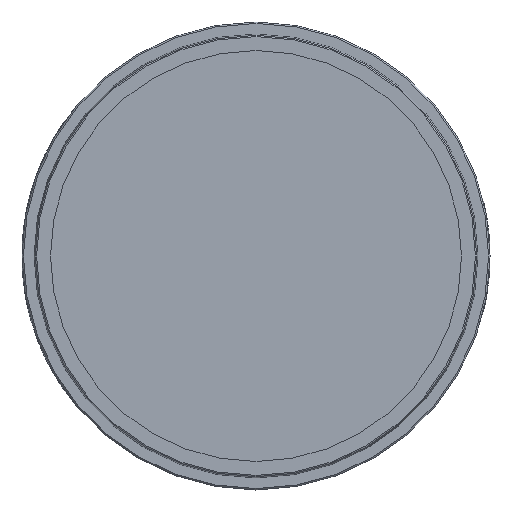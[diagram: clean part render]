
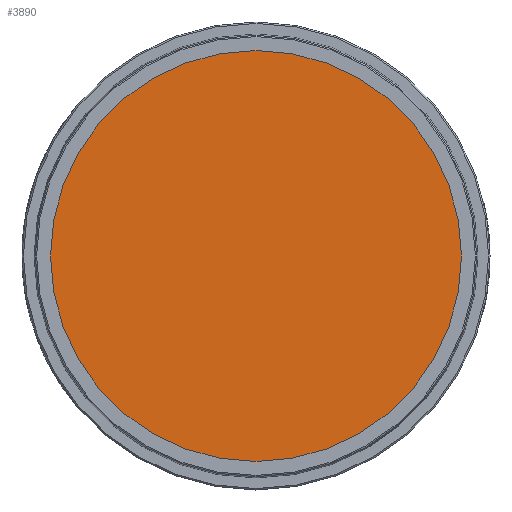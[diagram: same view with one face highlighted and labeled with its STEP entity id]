
A CAD part, left-side view. The second image highlights one B-rep face of the part: STEP entity #3890.
In plain terms, the highlighted planar face has unit normal (-1, 0, 0).
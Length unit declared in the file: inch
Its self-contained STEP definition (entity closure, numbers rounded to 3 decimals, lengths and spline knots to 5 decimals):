
#129 = ORIENTED_EDGE ( 'NONE', *, *, #4905, .F. ) ;
#805 = CARTESIAN_POINT ( 'NONE',  ( -0.1252, 0., 0. ) ) ;
#1603 = VERTEX_POINT ( 'NONE', #9315 ) ;
#1615 = AXIS2_PLACEMENT_3D ( 'NONE', #3691, #9469, #4556 ) ;
#1646 = DIRECTION ( 'NONE',  ( 0., -0.35, -0.937 ) ) ;
#3261 = PLANE ( 'NONE',  #8531 ) ;
#3691 = CARTESIAN_POINT ( 'NONE',  ( -0.1252, 0., 0. ) ) ;
#3890 = ADVANCED_FACE ( 'NONE', ( #9892 ), #3261, .F. ) ;
#4346 = DIRECTION ( 'NONE',  ( 1., 0., 0. ) ) ;
#4556 = DIRECTION ( 'NONE',  ( 0., -0.35, -0.937 ) ) ;
#4905 = EDGE_CURVE ( 'NONE', #1603, #8486, #6796, .T. ) ;
#5800 = EDGE_LOOP ( 'NONE', ( #129, #9345 ) ) ;
#6349 = EDGE_CURVE ( 'NONE', #8486, #1603, #9615, .T. ) ;
#6596 = DIRECTION ( 'NONE',  ( 1., 0., 0. ) ) ;
#6665 = AXIS2_PLACEMENT_3D ( 'NONE', #9279, #4346, #10101 ) ;
#6796 = CIRCLE ( 'NONE', #6665, 1.47638 ) ;
#7373 = CARTESIAN_POINT ( 'NONE',  ( -0.1252, 0.51652, 1.38308 ) ) ;
#8486 = VERTEX_POINT ( 'NONE', #7373 ) ;
#8531 = AXIS2_PLACEMENT_3D ( 'NONE', #805, #6596, #1646 ) ;
#9279 = CARTESIAN_POINT ( 'NONE',  ( -0.1252, 0., 0. ) ) ;
#9315 = CARTESIAN_POINT ( 'NONE',  ( -0.1252, -0.51652, -1.38308 ) ) ;
#9345 = ORIENTED_EDGE ( 'NONE', *, *, #6349, .F. ) ;
#9469 = DIRECTION ( 'NONE',  ( 1., 0., 0. ) ) ;
#9615 = CIRCLE ( 'NONE', #1615, 1.47638 ) ;
#9892 = FACE_OUTER_BOUND ( 'NONE', #5800, .T. ) ;
#10101 = DIRECTION ( 'NONE',  ( 0., -0.35, -0.937 ) ) ;
